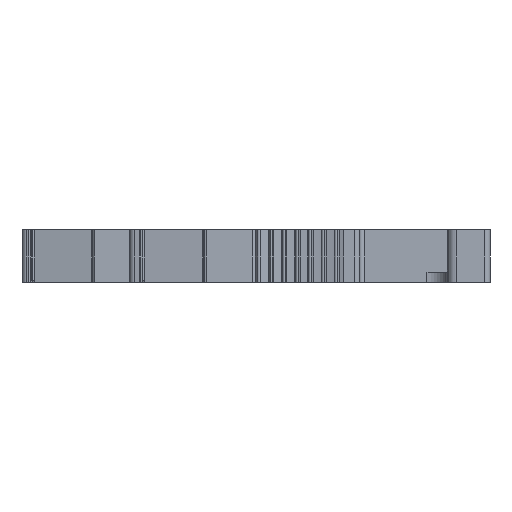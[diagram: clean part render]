
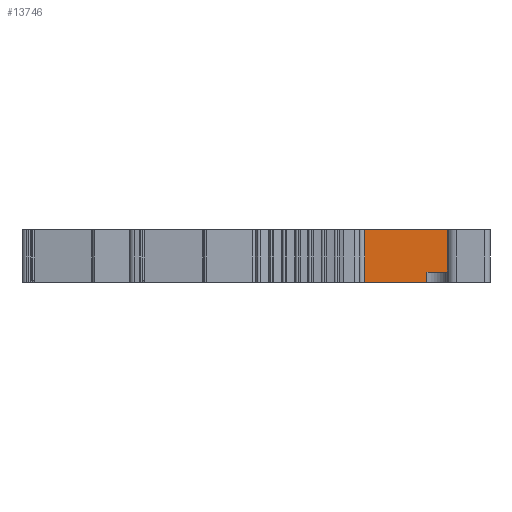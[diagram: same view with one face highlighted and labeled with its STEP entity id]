
A CAD part, left-side view. The second image highlights one B-rep face of the part: STEP entity #13746.
In plain terms, the highlighted planar face has unit normal (-1, 0, 0).
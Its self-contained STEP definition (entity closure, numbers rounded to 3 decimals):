
#7628=CARTESIAN_POINT('',(125.667,-39.845,-105.312));
#7629=VERTEX_POINT('',#7628);
#7637=CARTESIAN_POINT('',(125.667,-35.845,-105.312));
#7638=VERTEX_POINT('',#7637);
#7639=CARTESIAN_POINT('',(125.667,-39.845,-105.312));
#7640=DIRECTION('',(0.,1.,0.));
#7641=VECTOR('',#7640,4.);
#7642=LINE('',#7639,#7641);
#7643=EDGE_CURVE('',#7629,#7638,#7642,.T.);
#7783=CARTESIAN_POINT('',(125.667,-39.845,-101.162));
#7784=VERTEX_POINT('',#7783);
#7785=CARTESIAN_POINT('',(125.667,-39.845,-105.312));
#7786=DIRECTION('',(0.,0.,1.));
#7787=VECTOR('',#7786,4.15);
#7788=LINE('',#7785,#7787);
#7789=EDGE_CURVE('',#7629,#7784,#7788,.T.);
#13688=CARTESIAN_POINT('',(125.667,-29.745,-106.312));
#13689=VERTEX_POINT('',#13688);
#13698=CARTESIAN_POINT('',(125.667,-29.745,-101.162));
#13699=VERTEX_POINT('',#13698);
#13707=CARTESIAN_POINT('',(125.667,-29.745,-101.162));
#13708=DIRECTION('',(0.,0.,-1.));
#13709=VECTOR('',#13708,5.15);
#13710=LINE('',#13707,#13709);
#13711=EDGE_CURVE('',#13699,#13689,#13710,.T.);
#13716=CARTESIAN_POINT('',(125.667,-34.795,-103.737));
#13717=DIRECTION('',(0.,0.,-1.));
#13718=DIRECTION('',(1.,0.,0.));
#13719=AXIS2_PLACEMENT_3D('',#13716,#13718,#13717);
#13720=PLANE('',#13719);
#13721=CARTESIAN_POINT('',(125.667,-29.745,-101.162));
#13722=DIRECTION('',(0.,-1.,0.));
#13723=VECTOR('',#13722,10.1);
#13724=LINE('',#13721,#13723);
#13725=EDGE_CURVE('',#13699,#7784,#13724,.T.);
#13726=ORIENTED_EDGE('E1252',*,*,#13725,.T.);
#13727=ORIENTED_EDGE('E1252',*,*,#7789,.F.);
#13728=ORIENTED_EDGE('E1252',*,*,#7643,.T.);
#13729=CARTESIAN_POINT('',(125.667,-35.845,-106.312));
#13730=VERTEX_POINT('',#13729);
#13731=CARTESIAN_POINT('',(125.667,-35.845,-106.312));
#13732=DIRECTION('',(0.,0.,1.));
#13733=VECTOR('',#13732,1.);
#13734=LINE('',#13731,#13733);
#13735=EDGE_CURVE('',#13730,#7638,#13734,.T.);
#13736=ORIENTED_EDGE('E1253',*,*,#13735,.F.);
#13737=CARTESIAN_POINT('',(125.667,-35.845,-106.312));
#13738=DIRECTION('',(0.,1.,0.));
#13739=VECTOR('',#13738,6.1);
#13740=LINE('',#13737,#13739);
#13741=EDGE_CURVE('',#13730,#13689,#13740,.T.);
#13742=ORIENTED_EDGE('E1254',*,*,#13741,.T.);
#13743=ORIENTED_EDGE('E1254',*,*,#13711,.F.);
#13744=EDGE_LOOP('',(#13726,#13727,#13728,#13736,#13742,#13743));
#13745=FACE_OUTER_BOUND('',#13744,.F.);
#13746=ADVANCED_FACE('F419',(#13745),#13720,.F.);
